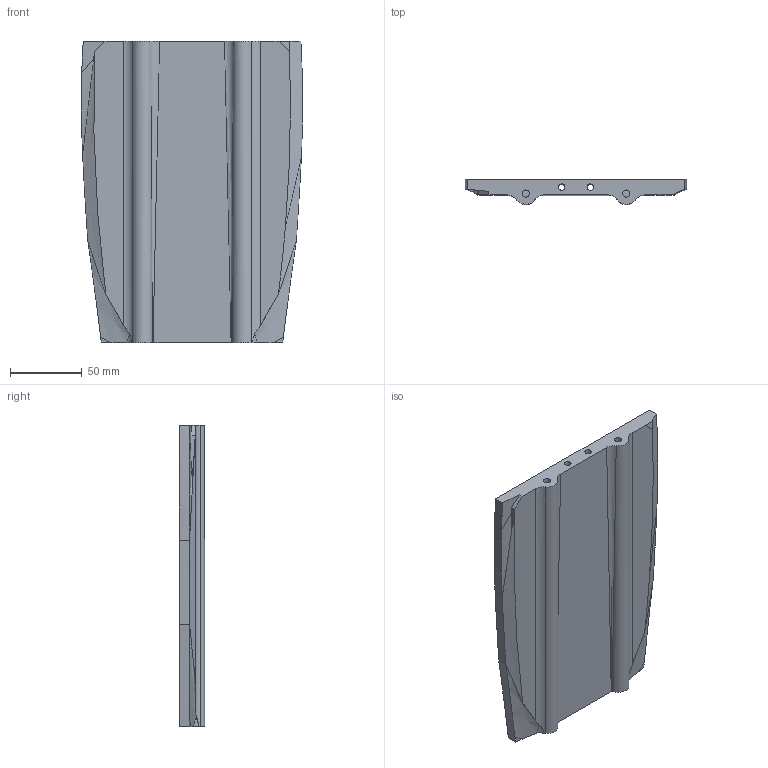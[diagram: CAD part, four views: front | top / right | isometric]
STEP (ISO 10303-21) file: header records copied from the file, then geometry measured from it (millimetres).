
FILE_DESCRIPTION(/* description */ (''),/* implementation_level */ '2;1');
FILE_NAME(/* name */ 'bridge.stp',/* time_stamp */ '2023-08-29T14:19:46-07:00',/* author */ ('devan'),/* organization */ (''),/* preprocessor_version */ 'ST-DEVELOPER v20',/* originating_system */ 'Autodesk Inventor 2024',/* authorisation */ '');
FILE_SCHEMA (('AUTOMOTIVE_DESIGN { 1 0 10303 214 3 1 1 }'));
Length unit declared in the file: millimetre
Products named in the file (1): Part1
Bounding box: 154.01 x 17.49 x 210 mm (x, y, z)
Volume: 352277.8 mm3; surface area: 77575.5 mm2
Topology: 1 solids, 1 shells, 45 faces, 111 edges, 72 vertices
Faces by surface type: cylinder 19, bspline 14, plane 12
Full cylindrical faces by diameter (mm): 4.5 x2, 5 x4
Entity records: 1975 total; most frequent: CARTESIAN_POINT 919, ORIENTED_EDGE 222, DIRECTION 185, EDGE_CURVE 111, AXIS2_PLACEMENT_3D 73, VERTEX_POINT 72, EDGE_LOOP 53, FACE_OUTER_BOUND 45
